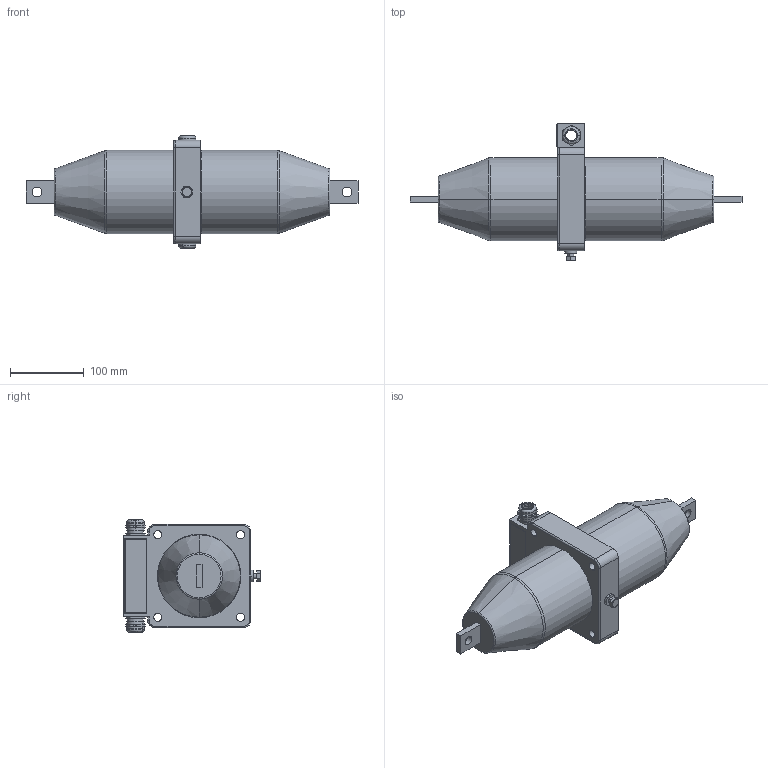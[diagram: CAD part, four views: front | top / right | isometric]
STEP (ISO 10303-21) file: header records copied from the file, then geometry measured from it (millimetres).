
FILE_DESCRIPTION (( 'STEP AP214' ), '1' );
FILE_NAME ('22205-021_ARM-20a_400-500A.STEP', '2026-01-25T09:04:56', ( '' ), ( '' ), 'SwSTEP 2.0', 'SolidWorks 2020', '' );
FILE_SCHEMA (( 'AUTOMOTIVE_DESIGN' ));
Length unit declared in the file: millimetre
Products named in the file (1): 22205-021_ARM-20a_400-500A
Bounding box: 450 x 185.5 x 152 mm (x, y, z)
Volume: 3611765.6 mm3; surface area: 200781.1 mm2
Topology: 1 solids, 4 shells, 808 faces, 2267 edges, 1469 vertices
Faces by surface type: plane 391, bspline 168, cylinder 145, torus 70, cone 34
Entity records: 36229 total; most frequent: CARTESIAN_POINT 7777, ORIENTED_EDGE 4530, DIRECTION 3421, EDGE_CURVE 2265, VERTEX_POINT 1469, AXIS2_PLACEMENT_3D 1155, LINE 1111, VECTOR 1111
